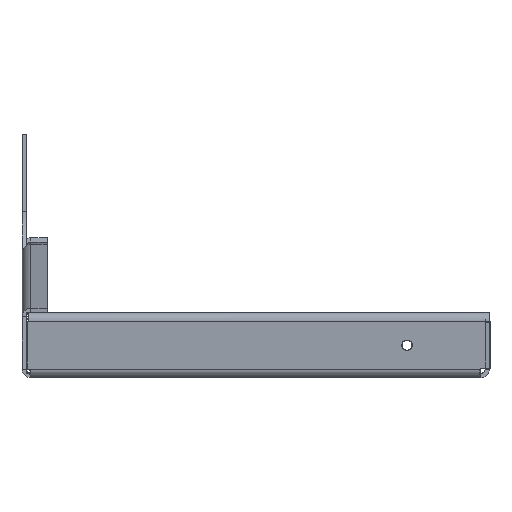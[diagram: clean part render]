
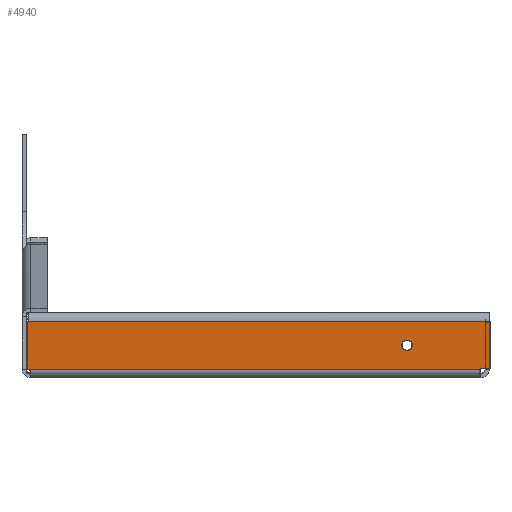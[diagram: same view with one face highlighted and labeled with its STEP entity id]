
A CAD part, left-side view. The second image highlights one B-rep face of the part: STEP entity #4940.
In plain terms, the highlighted planar face has unit normal (-0.993, 0.122, 0).
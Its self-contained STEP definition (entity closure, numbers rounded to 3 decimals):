
#170=FACE_BOUND('',#993,.T.);
#331=PLANE('',#5365);
#587=FACE_OUTER_BOUND('',#992,.T.);
#992=EDGE_LOOP('',(#4497,#4498,#4499,#4500,#4501,#4502,#4503,#4504,#4505,
#4506));
#993=EDGE_LOOP('',(#4507));
#1252=LINE('',#7632,#1735);
#1430=LINE('',#8387,#1913);
#1477=LINE('',#8662,#1960);
#1479=LINE('',#8667,#1962);
#1480=LINE('',#8671,#1963);
#1482=LINE('',#8675,#1965);
#1483=LINE('',#8677,#1966);
#1484=LINE('',#8679,#1967);
#1485=LINE('',#8680,#1968);
#1486=LINE('',#8681,#1969);
#1735=VECTOR('',#5946,625.664);
#1913=VECTOR('',#6484,3.617);
#1960=VECTOR('',#6629,641.844);
#1962=VECTOR('',#6635,0.5);
#1963=VECTOR('',#6640,1.);
#1965=VECTOR('',#6644,0.97);
#1966=VECTOR('',#6645,0.5);
#1967=VECTOR('',#6646,12.594);
#1968=VECTOR('',#6647,65.5);
#1969=VECTOR('',#6648,65.5);
#2153=CIRCLE('',#5343,7.);
#2494=VERTEX_POINT('',#7628);
#2495=VERTEX_POINT('',#7630);
#2579=VERTEX_POINT('',#8385);
#2591=VERTEX_POINT('',#8517);
#2597=VERTEX_POINT('',#8637);
#2598=VERTEX_POINT('',#8660);
#2599=VERTEX_POINT('',#8665);
#2600=VERTEX_POINT('',#8670);
#2601=VERTEX_POINT('',#8674);
#2602=VERTEX_POINT('',#8676);
#2603=VERTEX_POINT('',#8678);
#2972=EDGE_CURVE('',#2495,#2494,#1252,.T.);
#3184=EDGE_CURVE('',#2494,#2579,#1430,.T.);
#3220=EDGE_CURVE('',#2591,#2591,#2153,.T.);
#3243=EDGE_CURVE('',#2597,#2598,#1477,.T.);
#3246=EDGE_CURVE('',#2598,#2599,#1479,.T.);
#3247=EDGE_CURVE('',#2599,#2600,#1480,.T.);
#3249=EDGE_CURVE('',#2495,#2601,#1482,.T.);
#3250=EDGE_CURVE('',#2601,#2602,#1483,.T.);
#3251=EDGE_CURVE('',#2602,#2603,#1484,.T.);
#3252=EDGE_CURVE('',#2603,#2597,#1485,.T.);
#3253=EDGE_CURVE('',#2600,#2579,#1486,.T.);
#4497=ORIENTED_EDGE('',*,*,#2972,.F.);
#4498=ORIENTED_EDGE('',*,*,#3249,.T.);
#4499=ORIENTED_EDGE('',*,*,#3250,.T.);
#4500=ORIENTED_EDGE('',*,*,#3251,.T.);
#4501=ORIENTED_EDGE('',*,*,#3252,.T.);
#4502=ORIENTED_EDGE('',*,*,#3243,.T.);
#4503=ORIENTED_EDGE('',*,*,#3246,.T.);
#4504=ORIENTED_EDGE('',*,*,#3247,.T.);
#4505=ORIENTED_EDGE('',*,*,#3253,.T.);
#4506=ORIENTED_EDGE('',*,*,#3184,.F.);
#4507=ORIENTED_EDGE('',*,*,#3220,.T.);
#4940=ADVANCED_FACE('',(#587,#170),#331,.F.);
#5343=AXIS2_PLACEMENT_3D('',#8518,#6574,#6575);
#5365=AXIS2_PLACEMENT_3D('',#8673,#6642,#6643);
#5946=DIRECTION('',(0.122,0.993,0.));
#6484=DIRECTION('',(0.122,0.993,0.));
#6574=DIRECTION('center_axis',(0.993,-0.122,0.));
#6575=DIRECTION('ref_axis',(-0.122,-0.993,0.));
#6629=DIRECTION('',(0.122,0.993,0.));
#6635=DIRECTION('',(0.,0.,-1.));
#6640=DIRECTION('',(0.122,0.993,0.));
#6642=DIRECTION('center_axis',(0.993,-0.122,0.));
#6643=DIRECTION('ref_axis',(0.,0.,-1.));
#6644=DIRECTION('',(-0.122,-0.993,0.));
#6645=DIRECTION('',(0.,0.,1.));
#6646=DIRECTION('',(-0.122,-0.993,0.));
#6647=DIRECTION('',(0.,0.,1.));
#6648=DIRECTION('',(0.,0.,-1.));
#7628=CARTESIAN_POINT('',(-1366.598,224.462,-197.));
#7630=CARTESIAN_POINT('',(-1442.847,-396.538,-197.));
#7632=CARTESIAN_POINT('',(-1396.932,-22.586,-197.));
#8385=CARTESIAN_POINT('',(-1366.157,228.052,-197.));
#8387=CARTESIAN_POINT('',(-1366.157,228.052,-197.));
#8517=CARTESIAN_POINT('',(-1431.338,-302.805,-164.));
#8518=CARTESIAN_POINT('Origin',(-1430.485,-295.857,-164.));
#8637=CARTESIAN_POINT('',(-1444.5,-410.,-131.));
#8660=CARTESIAN_POINT('',(-1366.279,227.06,-131.));
#8662=CARTESIAN_POINT('',(-1385.804,68.043,-131.));
#8665=CARTESIAN_POINT('',(-1366.279,227.06,-131.5));
#8667=CARTESIAN_POINT('',(-1366.279,227.06,-141.5));
#8670=CARTESIAN_POINT('',(-1366.157,228.052,-131.5));
#8671=CARTESIAN_POINT('',(-1385.804,68.043,-131.5));
#8673=CARTESIAN_POINT('Origin',(-1405.329,-90.974,-164.));
#8674=CARTESIAN_POINT('',(-1442.965,-397.5,-197.));
#8675=CARTESIAN_POINT('',(-1424.147,-244.237,-197.));
#8676=CARTESIAN_POINT('',(-1442.965,-397.5,-196.5));
#8677=CARTESIAN_POINT('',(-1442.965,-397.5,-180.25));
#8678=CARTESIAN_POINT('',(-1444.5,-410.,-196.5));
#8679=CARTESIAN_POINT('',(-1424.914,-250.487,-196.5));
#8680=CARTESIAN_POINT('',(-1444.5,-410.,-209.));
#8681=CARTESIAN_POINT('',(-1366.157,228.052,-119.));
